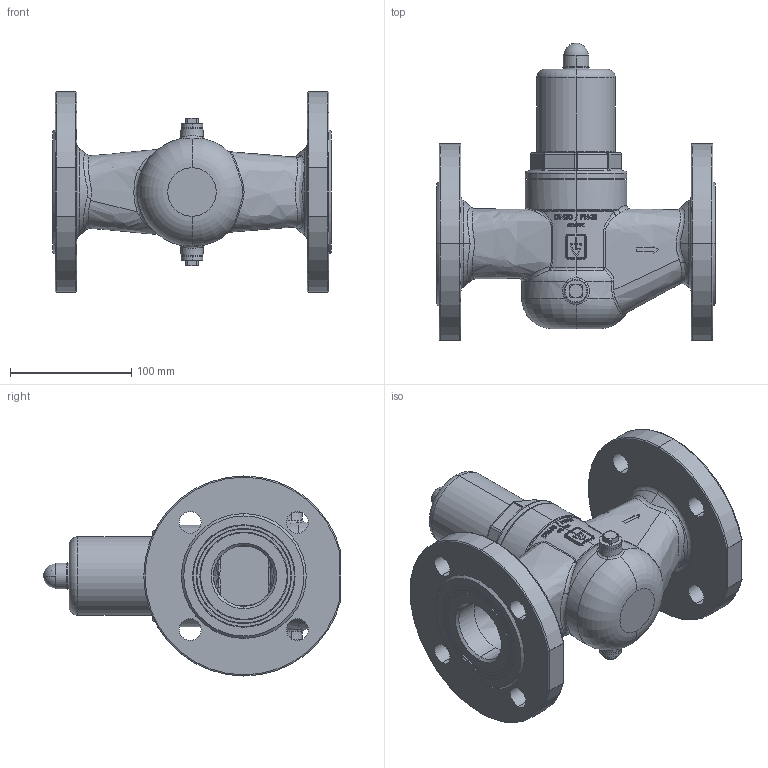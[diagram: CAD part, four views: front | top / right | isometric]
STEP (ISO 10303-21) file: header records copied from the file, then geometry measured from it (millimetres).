
FILE_DESCRIPTION (( 'STEP AP214' ), '1' );
FILE_NAME ('682 HP 50 Dummy.STEP', '2010-08-09T11:45:23', ( '' ), ( '' ), 'SwSTEP 2.0', 'SolidWorks 2010', '' );
FILE_SCHEMA (( 'AUTOMOTIVE_DESIGN' ));
Length unit declared in the file: millimetre
Products named in the file (1): 682 HP 50 Dummy
Bounding box: 230 x 245.5 x 165 mm (x, y, z)
Volume: 1116615.7 mm3; surface area: 273878.8 mm2
Topology: 7 solids, 7 shells, 991 faces, 2490 edges, 1568 vertices
Faces by surface type: plane 331, cylinder 240, bspline 213, cone 96, torus 89, sphere 22
Entity records: 58652 total; most frequent: CARTESIAN_POINT 25887, ORIENTED_EDGE 4930, DIRECTION 3970, EDGE_CURVE 2465, VERTEX_POINT 1565, AXIS2_PLACEMENT_3D 1539, EDGE_LOOP 1100, UNCERTAINTY_MEASURE_WITH_UNIT 1000
